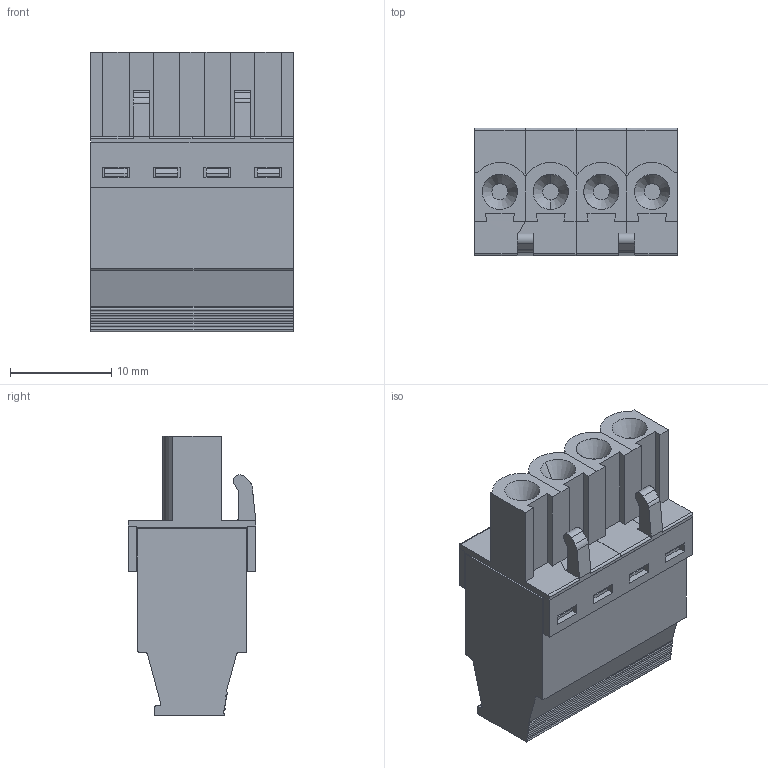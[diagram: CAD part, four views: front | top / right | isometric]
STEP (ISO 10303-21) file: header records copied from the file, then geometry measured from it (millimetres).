
FILE_DESCRIPTION(('STEP AP214'),'1');
FILE_NAME('SV04-5-P.stp','2020-03-24T10:48:18',(' '),(' '),'Spatial InterOp 3D',' ',' ');
FILE_SCHEMA(('AUTOMOTIVE_DESIGN { 1 0 10303 214 1 1 1 1 }'));
Length unit declared in the file: metre
Products named in the file (1): 1
Bounding box: 20 x 12.59 x 27.6 mm (x, y, z)
Volume: 4507.2 mm3; surface area: 2892.5 mm2
Topology: 1 solids, 1 shells, 337 faces, 875 edges, 576 vertices
Faces by surface type: plane 260, cylinder 67, cone 10
Full cylindrical faces by diameter (mm): 1.588 x3, 2.6 x3, 2.829 x3, 3.474 x1, 3.8 x3, 3.97 x3
Entity records: 12713 total; most frequent: CARTESIAN_POINT 1850, ORIENTED_EDGE 1672, DIRECTION 1633, EDGE_CURVE 836, LINE 669, VECTOR 669, VERTEX_POINT 559, AXIS2_PLACEMENT_3D 482
